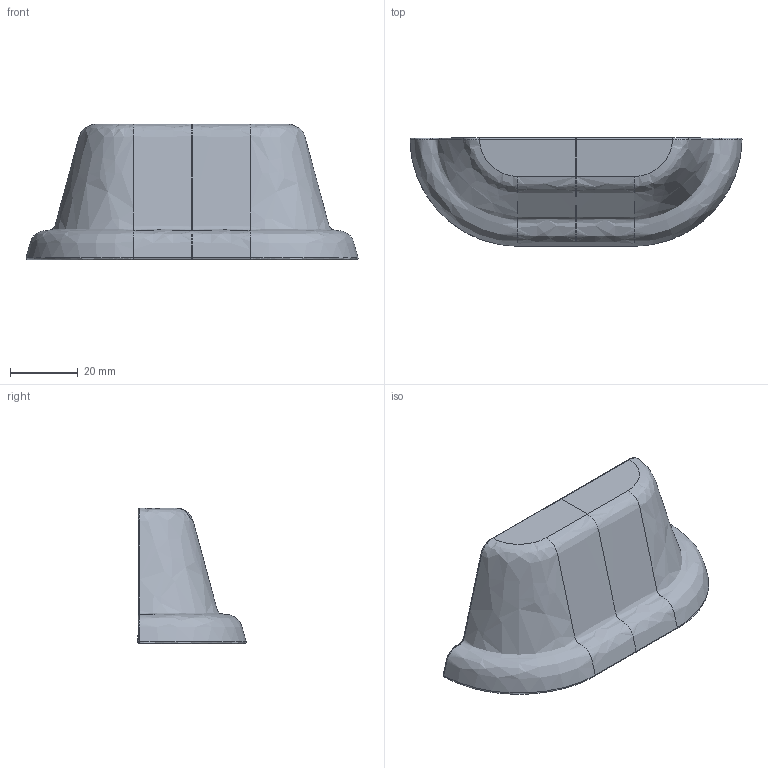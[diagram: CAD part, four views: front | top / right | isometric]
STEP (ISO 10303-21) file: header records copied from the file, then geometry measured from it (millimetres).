
FILE_DESCRIPTION(/* description */ (''),/* implementation_level */ '2;1');
FILE_NAME(/* name */ '0494_02.stp',/* time_stamp */ '2023-01-02T15:27:15+01:00',/* author */ ('jferrer'),/* organization */ (''),/* preprocessor_version */ 'ST-DEVELOPER v18.1',/* originating_system */ 'Autodesk Inventor 2022',/* authorisation */ '');
FILE_SCHEMA (('CONFIG_CONTROL_DESIGN'));
Length unit declared in the file: millimetre
Products named in the file (1): 0494_Cassoleta_01
Bounding box: 98.13 x 31.95 x 40.05 mm (x, y, z)
Volume: 11677.5 mm3; surface area: 12150.2 mm2
Topology: 2 solids, 2 shells, 422 faces, 1147 edges, 756 vertices
Faces by surface type: plane 316, bspline 55, cylinder 45, cone 4, sphere 2
Full cylindrical faces by diameter (mm): 1.572 x1, 1.829 x1, 3.242 x2
Entity records: 16452 total; most frequent: CARTESIAN_POINT 6632, ORIENTED_EDGE 2290, DIRECTION 1565, EDGE_CURVE 1145, VERTEX_POINT 756, LINE 667, VECTOR 667, EDGE_LOOP 451
